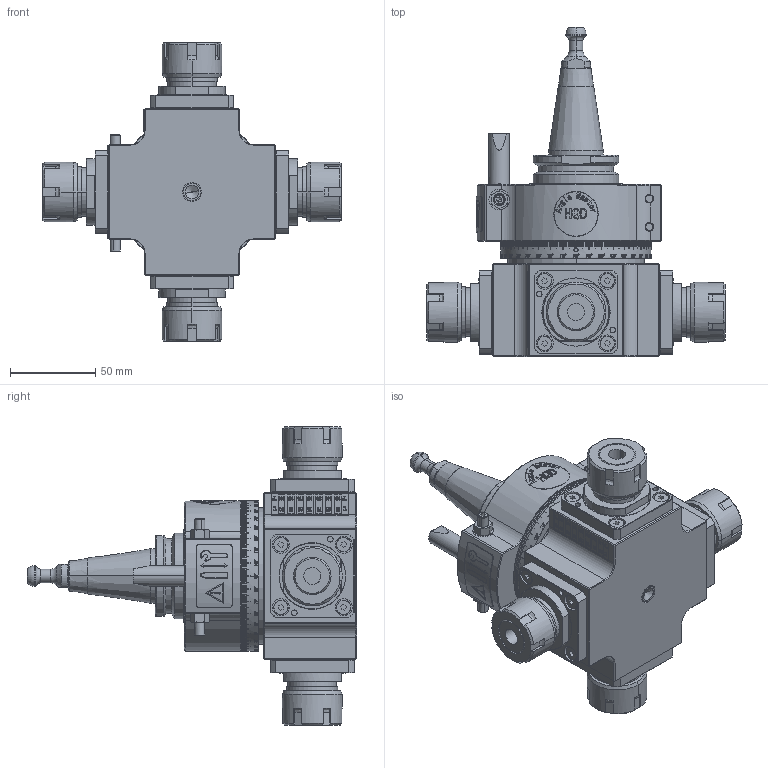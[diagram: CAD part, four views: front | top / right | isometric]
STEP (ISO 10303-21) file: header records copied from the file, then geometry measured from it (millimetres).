
FILE_DESCRIPTION (( 'STEP AP214' ), '1' );
FILE_NAME ('角度头ISO30-ER25x4（三维）.STEP', '2025-04-06T03:21:03', ( 'Sysceo.com' ), ( '' ), 'SwSTEP 2.0', 'SolidWorks 2018', '' );
FILE_SCHEMA (( 'AUTOMOTIVE_DESIGN' ));
Length unit declared in the file: millimetre
Products named in the file (2): 角度头ISO30-ER25x4（三维）
Bounding box: 174.74 x 193 x 174.74 mm (x, y, z)
Volume: 964589.1 mm3; surface area: 129998.3 mm2
Topology: 3 solids, 29 shells, 4399 faces, 13146 edges, 9248 vertices
Faces by surface type: plane 2577, bspline 713, cylinder 711, cone 297, torus 101
Entity records: 234245 total; most frequent: CARTESIAN_POINT 104967, ORIENTED_EDGE 26208, DIRECTION 19035, EDGE_CURVE 13104, VERTEX_POINT 9248, LINE 6963, VECTOR 6963, AXIS2_PLACEMENT_3D 6036
